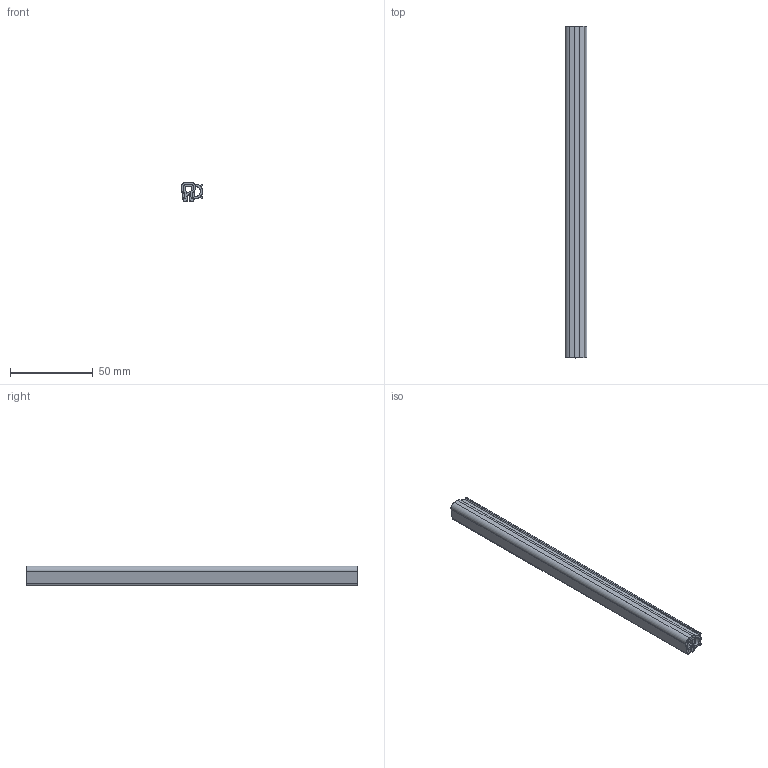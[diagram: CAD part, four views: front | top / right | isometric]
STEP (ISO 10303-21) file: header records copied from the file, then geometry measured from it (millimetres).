
FILE_DESCRIPTION((''),'2;1');
FILE_NAME('','2005-07-15T10:00:28',(''),(''),'','CADfix','');
FILE_SCHEMA(('AUTOMOTIVE_DESIGN'));
Length unit declared in the file: millimetre
Products named in the file (5): sheet; rubber foam; gasket; center core; TEM_1011_09_E_30288_36
Assembly tree (4 placements, depth 2):
  TEM_1011_09_E_30288_36
    sheet
    rubber foam
    gasket
    center core
Bounding box: 13.24 x 200 x 12 mm (x, y, z)
Volume: 19171.2 mm3; surface area: 58617.6 mm2
Topology: 4 solids, 4 shells, 114 faces, 318 edges, 212 vertices
Faces by surface type: bspline 114
Entity records: 3660 total; most frequent: CARTESIAN_POINT 1721, ORIENTED_EDGE 636, EDGE_CURVE 318, QUASI_UNIFORM_CURVE 224, VERTEX_POINT 212, EDGE_LOOP 116, FACE_OUTER_BOUND 114, ADVANCED_FACE 114
